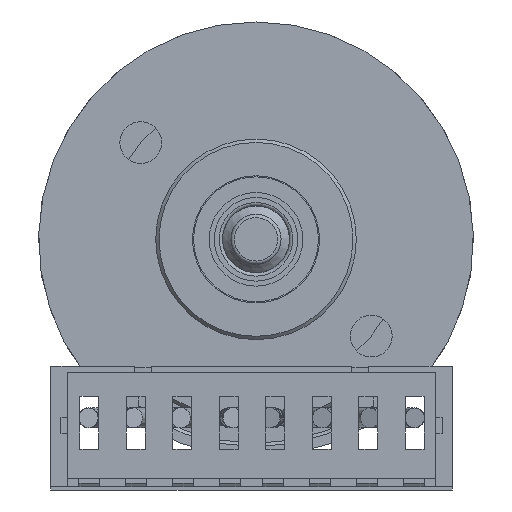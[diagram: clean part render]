
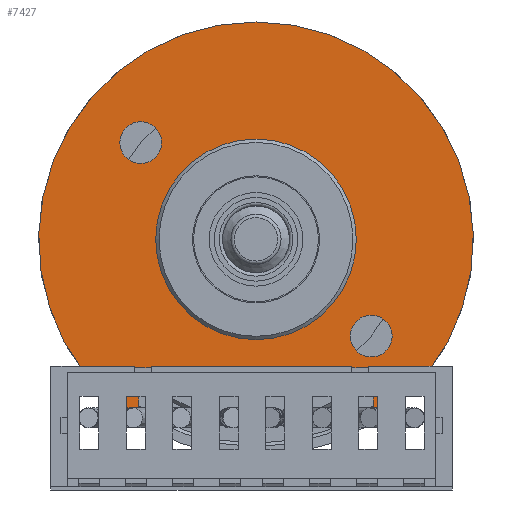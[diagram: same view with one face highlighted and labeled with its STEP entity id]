
A CAD part, front view. The second image highlights one B-rep face of the part: STEP entity #7427.
In plain terms, the highlighted planar face has unit normal (0, -1, 0).
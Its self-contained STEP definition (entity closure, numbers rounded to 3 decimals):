
#58 = ORIENTED_EDGE ( 'NONE', *, *, #8718, .F. ) ;
#69 = FACE_OUTER_BOUND ( 'NONE', #5770, .T. ) ;
#138 = VECTOR ( 'NONE', #9687, 1000. ) ;
#214 = CARTESIAN_POINT ( 'NONE',  ( 4.5, 0., -3.5 ) ) ;
#441 = LINE ( 'NONE', #8290, #3887 ) ;
#899 = VERTEX_POINT ( 'NONE', #214 ) ;
#1067 = DIRECTION ( 'NONE',  ( 0., -1., 0. ) ) ;
#1196 = DIRECTION ( 'NONE',  ( 0., 0., -1. ) ) ;
#1323 = VECTOR ( 'NONE', #2258, 1000. ) ;
#1684 = CARTESIAN_POINT ( 'NONE',  ( 4.5, 0., 3. ) ) ;
#1698 = ORIENTED_EDGE ( 'NONE', *, *, #11423, .F. ) ;
#2014 = CARTESIAN_POINT ( 'NONE',  ( -2.893, 0., -4.072 ) ) ;
#2207 = DIRECTION ( 'NONE',  ( 0., 0., -1. ) ) ;
#2244 = DIRECTION ( 'NONE',  ( 0., -1., 0. ) ) ;
#2258 = DIRECTION ( 'NONE',  ( 1., 0., 0. ) ) ;
#2360 = EDGE_CURVE ( 'NONE', #12569, #9426, #3125, .T. ) ;
#2393 = DIRECTION ( 'NONE',  ( 0., 0., -1. ) ) ;
#2549 = DIRECTION ( 'NONE',  ( 0., -1., 0. ) ) ;
#2560 = AXIS2_PLACEMENT_3D ( 'NONE', #1684, #10922, #8331 ) ;
#2623 = DIRECTION ( 'NONE',  ( 0., 0., -1. ) ) ;
#2749 = CIRCLE ( 'NONE', #8534, 0.5 ) ;
#3125 = CIRCLE ( 'NONE', #2560, 0.5 ) ;
#3188 = EDGE_CURVE ( 'NONE', #8715, #9426, #13061, .T. ) ;
#3365 = AXIS2_PLACEMENT_3D ( 'NONE', #14891, #10375, #12393 ) ;
#3398 = CARTESIAN_POINT ( 'NONE',  ( 4., 0., 3. ) ) ;
#3415 = EDGE_LOOP ( 'NONE', ( #1698 ) ) ;
#3440 = CARTESIAN_POINT ( 'NONE',  ( 2.893, 0., 3.447 ) ) ;
#3466 = CARTESIAN_POINT ( 'NONE',  ( 2.893, 0., 2.822 ) ) ;
#3474 = FACE_BOUND ( 'NONE', #3415, .T. ) ;
#3519 = EDGE_CURVE ( 'NONE', #4445, #4445, #14872, .T. ) ;
#3836 = DIRECTION ( 'NONE',  ( 0., 0., -1. ) ) ;
#3887 = VECTOR ( 'NONE', #3836, 1000. ) ;
#4445 = VERTEX_POINT ( 'NONE', #3466 ) ;
#4984 = VERTEX_POINT ( 'NONE', #14197 ) ;
#5649 = AXIS2_PLACEMENT_3D ( 'NONE', #8505, #2549, #2623 ) ;
#5770 = EDGE_LOOP ( 'NONE', ( #6354, #13584, #9998, #12801, #14404, #9290 ) ) ;
#5873 = EDGE_CURVE ( 'NONE', #8715, #13749, #12427, .T. ) ;
#6354 = ORIENTED_EDGE ( 'NONE', *, *, #3188, .F. ) ;
#6728 = CARTESIAN_POINT ( 'NONE',  ( 4.5, 0., 3.5 ) ) ;
#7427 = ADVANCED_FACE ( 'NONE', ( #9227, #12709, #69, #3474 ), #9304, .T. ) ;
#8125 = CARTESIAN_POINT ( 'NONE',  ( -2.893, 0., -3.447 ) ) ;
#8221 = CIRCLE ( 'NONE', #8470, 0.625 ) ;
#8290 = CARTESIAN_POINT ( 'NONE',  ( 4., 0., 3.5 ) ) ;
#8331 = DIRECTION ( 'NONE',  ( 0., 0., -1. ) ) ;
#8470 = AXIS2_PLACEMENT_3D ( 'NONE', #8125, #12746, #2393 ) ;
#8505 = CARTESIAN_POINT ( 'NONE',  ( 0., 0., 0. ) ) ;
#8534 = AXIS2_PLACEMENT_3D ( 'NONE', #8932, #13674, #14748 ) ;
#8715 = VERTEX_POINT ( 'NONE', #11691 ) ;
#8718 = EDGE_CURVE ( 'NONE', #13493, #13493, #8221, .T. ) ;
#8932 = CARTESIAN_POINT ( 'NONE',  ( 4.5, 0., -3. ) ) ;
#8995 = CARTESIAN_POINT ( 'NONE',  ( 0., 0., 0. ) ) ;
#9150 = CARTESIAN_POINT ( 'NONE',  ( 5.477, 0., -3.5 ) ) ;
#9227 = FACE_BOUND ( 'NONE', #13551, .T. ) ;
#9290 = ORIENTED_EDGE ( 'NONE', *, *, #2360, .T. ) ;
#9299 = AXIS2_PLACEMENT_3D ( 'NONE', #8995, #1067, #2207 ) ;
#9304 = PLANE ( 'NONE',  #3365 ) ;
#9426 = VERTEX_POINT ( 'NONE', #6728 ) ;
#9572 = EDGE_CURVE ( 'NONE', #12569, #4984, #441, .T. ) ;
#9687 = DIRECTION ( 'NONE',  ( -1., 0., 0. ) ) ;
#9998 = ORIENTED_EDGE ( 'NONE', *, *, #10404, .F. ) ;
#10051 = ORIENTED_EDGE ( 'NONE', *, *, #3519, .F. ) ;
#10070 = LINE ( 'NONE', #14663, #1323 ) ;
#10375 = DIRECTION ( 'NONE',  ( 0., -1., 0. ) ) ;
#10404 = EDGE_CURVE ( 'NONE', #899, #13749, #10070, .T. ) ;
#10890 = EDGE_CURVE ( 'NONE', #899, #4984, #2749, .T. ) ;
#10922 = DIRECTION ( 'NONE',  ( 0., 1., 0. ) ) ;
#11423 = EDGE_CURVE ( 'NONE', #12757, #12757, #13594, .T. ) ;
#11691 = CARTESIAN_POINT ( 'NONE',  ( 5.477, 0., 3.5 ) ) ;
#11935 = CARTESIAN_POINT ( 'NONE',  ( 9., 0., 3.5 ) ) ;
#12393 = DIRECTION ( 'NONE',  ( 0., 0., -1. ) ) ;
#12427 = CIRCLE ( 'NONE', #9299, 6.5 ) ;
#12569 = VERTEX_POINT ( 'NONE', #3398 ) ;
#12709 = FACE_BOUND ( 'NONE', #12843, .T. ) ;
#12746 = DIRECTION ( 'NONE',  ( 0., -1., 0. ) ) ;
#12757 = VERTEX_POINT ( 'NONE', #13799 ) ;
#12801 = ORIENTED_EDGE ( 'NONE', *, *, #10890, .T. ) ;
#12843 = EDGE_LOOP ( 'NONE', ( #10051 ) ) ;
#13061 = LINE ( 'NONE', #11935, #138 ) ;
#13493 = VERTEX_POINT ( 'NONE', #2014 ) ;
#13551 = EDGE_LOOP ( 'NONE', ( #58 ) ) ;
#13584 = ORIENTED_EDGE ( 'NONE', *, *, #5873, .T. ) ;
#13594 = CIRCLE ( 'NONE', #5649, 3. ) ;
#13674 = DIRECTION ( 'NONE',  ( 0., 1., 0. ) ) ;
#13749 = VERTEX_POINT ( 'NONE', #9150 ) ;
#13799 = CARTESIAN_POINT ( 'NONE',  ( 0., 0., -3. ) ) ;
#14197 = CARTESIAN_POINT ( 'NONE',  ( 4., 0., -3. ) ) ;
#14376 = AXIS2_PLACEMENT_3D ( 'NONE', #3440, #2244, #1196 ) ;
#14404 = ORIENTED_EDGE ( 'NONE', *, *, #9572, .F. ) ;
#14663 = CARTESIAN_POINT ( 'NONE',  ( 9., 0., -3.5 ) ) ;
#14748 = DIRECTION ( 'NONE',  ( 0., 0., -1. ) ) ;
#14872 = CIRCLE ( 'NONE', #14376, 0.625 ) ;
#14891 = CARTESIAN_POINT ( 'NONE',  ( 3., 0., 0. ) ) ;
